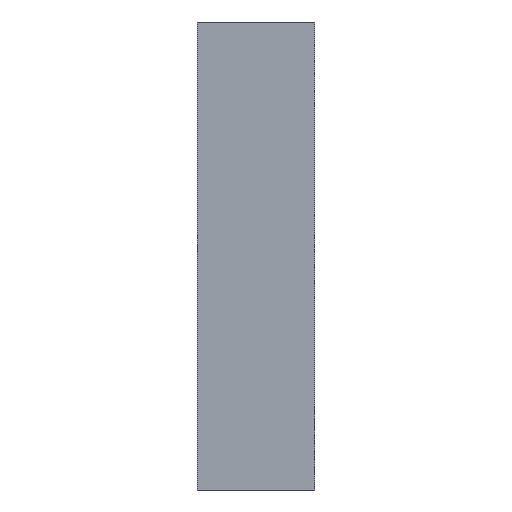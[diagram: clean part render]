
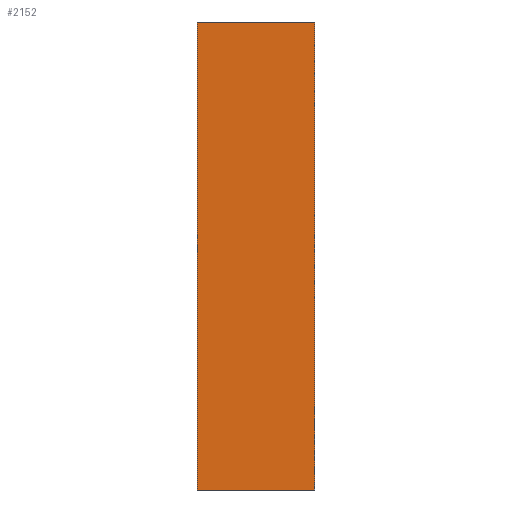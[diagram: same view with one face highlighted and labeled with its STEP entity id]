
A CAD part, left-side view. The second image highlights one B-rep face of the part: STEP entity #2152.
In plain terms, the highlighted planar face has unit normal (-1, 0, 0).
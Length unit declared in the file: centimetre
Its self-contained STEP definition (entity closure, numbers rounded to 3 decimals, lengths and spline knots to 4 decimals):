
#185=PLANE('',#2299);
#220=VECTOR('',#2371,1.);
#260=VECTOR('',#2440,1.);
#409=VECTOR('',#2743,1.);
#410=VECTOR('',#2745,1.);
#445=LINE('',#2842,#220);
#485=LINE('',#2959,#260);
#634=LINE('',#3314,#409);
#635=LINE('',#3316,#410);
#675=VERTEX_POINT('',#2841);
#676=VERTEX_POINT('',#2843);
#735=VERTEX_POINT('',#2957);
#737=VERTEX_POINT('',#2960);
#926=EDGE_CURVE('',#676,#675,#445,.T.);
#992=EDGE_CURVE('',#737,#735,#485,.T.);
#1171=EDGE_CURVE('',#675,#737,#634,.T.);
#1172=EDGE_CURVE('',#676,#735,#635,.T.);
#1755=ORIENTED_EDGE('',*,*,#992,.T.);
#1756=ORIENTED_EDGE('',*,*,#1172,.F.);
#1757=ORIENTED_EDGE('',*,*,#926,.T.);
#1758=ORIENTED_EDGE('',*,*,#1171,.T.);
#1898=EDGE_LOOP('',(#1755,#1756,#1757,#1758));
#2038=FACE_BOUND('',#1898,.T.);
#2152=ADVANCED_FACE('',(#2038),#185,.T.);
#2299=AXIS2_PLACEMENT_3D('',#3317,#2746,$);
#2371=DIRECTION('',(0.,0.,1.));
#2440=DIRECTION('',(0.,0.,-1.));
#2743=DIRECTION('',(0.,1.,0.));
#2745=DIRECTION('',(0.,1.,0.));
#2746=DIRECTION('',(-1.,0.,0.));
#2841=CARTESIAN_POINT('',(-5.,0.,3.));
#2842=CARTESIAN_POINT('',(-5.,0.,-3.));
#2843=CARTESIAN_POINT('',(-5.,0.,-3.));
#2957=CARTESIAN_POINT('',(-5.,1.5,-3.));
#2959=CARTESIAN_POINT('',(-5.,1.5,-3.));
#2960=CARTESIAN_POINT('',(-5.,1.5,3.));
#3314=CARTESIAN_POINT('',(-5.,0.,3.));
#3316=CARTESIAN_POINT('',(-5.,0.,-3.));
#3317=CARTESIAN_POINT('',(-5.,0.,0.));
